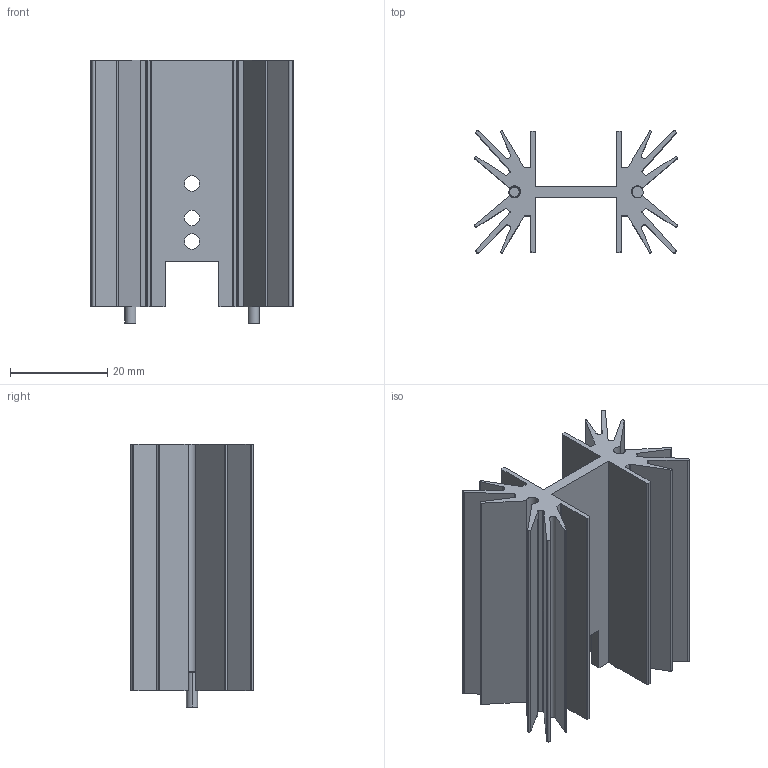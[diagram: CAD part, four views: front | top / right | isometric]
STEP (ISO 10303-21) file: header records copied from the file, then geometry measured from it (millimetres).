
FILE_DESCRIPTION (( 'STEP AP214' ), '1' );
FILE_NAME ('User Library-TO220_Heatsink.STEP', '2019-06-21T09:39:17', ( '' ), ( '' ), 'SwSTEP 2.0', 'SolidWorks 2019', '' );
FILE_SCHEMA (( 'AUTOMOTIVE_DESIGN' ));
Length unit declared in the file: millimetre
Products named in the file (1): User Library-TO220_Heatsink
Bounding box: 41.76 x 25.18 x 54.3 mm (x, y, z)
Volume: 14121.6 mm3; surface area: 18050.2 mm2
Topology: 3 solids, 3 shells, 123 faces, 347 edges, 230 vertices
Faces by surface type: cylinder 63, plane 56, torus 4
Entity records: 5341 total; most frequent: DIRECTION 729, CARTESIAN_POINT 701, ORIENTED_EDGE 694, EDGE_CURVE 347, AXIS2_PLACEMENT_3D 258, VERTEX_POINT 230, LINE 213, VECTOR 213
